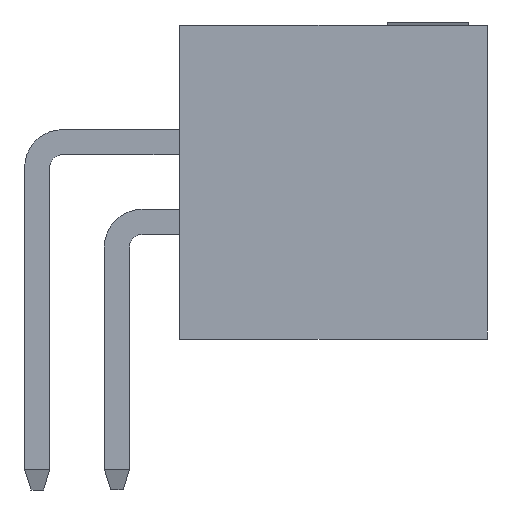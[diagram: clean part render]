
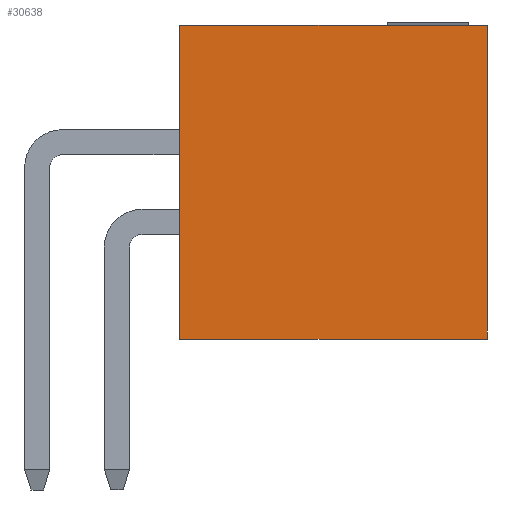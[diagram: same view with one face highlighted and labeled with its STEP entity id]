
A CAD part, front view. The second image highlights one B-rep face of the part: STEP entity #30638.
In plain terms, the highlighted face is planar.
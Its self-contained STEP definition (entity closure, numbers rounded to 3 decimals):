
#1371=ORIENTED_EDGE('',*,*,#7343,.F.);
#1372=ORIENTED_EDGE('',*,*,#7344,.F.);
#1373=ORIENTED_EDGE('',*,*,#7345,.T.);
#1374=ORIENTED_EDGE('',*,*,#7346,.T.);
#7343=EDGE_CURVE('',#10316,#10317,#12475,.T.);
#7344=EDGE_CURVE('',#10318,#10316,#12476,.T.);
#7345=EDGE_CURVE('',#10318,#10319,#12477,.T.);
#7346=EDGE_CURVE('',#10319,#10317,#12478,.T.);
#10316=VERTEX_POINT('',#40452);
#10317=VERTEX_POINT('',#40453);
#10318=VERTEX_POINT('',#40455);
#10319=VERTEX_POINT('',#40457);
#12475=LINE('',#40451,#15491);
#12476=LINE('',#40454,#15492);
#12477=LINE('',#40456,#15493);
#12478=LINE('',#40458,#15494);
#15491=VECTOR('',#34287,1000.);
#15492=VECTOR('',#34288,1000.);
#15493=VECTOR('',#34289,1000.);
#15494=VECTOR('',#34290,1000.);
#18004=EDGE_LOOP('',(#1371,#1372,#1373,#1374));
#19308=FACE_BOUND('',#18004,.T.);
#20612=PLANE('',#31908);
#30638=ADVANCED_FACE('',(#19308),#20612,.T.);
#31908=AXIS2_PLACEMENT_3D('',#40450,#34285,#34286);
#34285=DIRECTION('',(1.,0.,0.));
#34286=DIRECTION('',(0.,0.,-1.));
#34287=DIRECTION('',(0.,0.,-1.));
#34288=DIRECTION('',(0.,1.,0.));
#34289=DIRECTION('',(0.,0.,-1.));
#34290=DIRECTION('',(0.,1.,0.));
#40450=CARTESIAN_POINT('',(15.875,-2.5,2.45));
#40451=CARTESIAN_POINT('',(15.875,2.5,2.45));
#40452=CARTESIAN_POINT('',(15.875,2.5,2.45));
#40453=CARTESIAN_POINT('',(15.875,2.5,-2.45));
#40454=CARTESIAN_POINT('',(15.875,-2.5,2.45));
#40455=CARTESIAN_POINT('',(15.875,-2.5,2.45));
#40456=CARTESIAN_POINT('',(15.875,-2.5,2.45));
#40457=CARTESIAN_POINT('',(15.875,-2.5,-2.45));
#40458=CARTESIAN_POINT('',(15.875,-2.5,-2.45));
